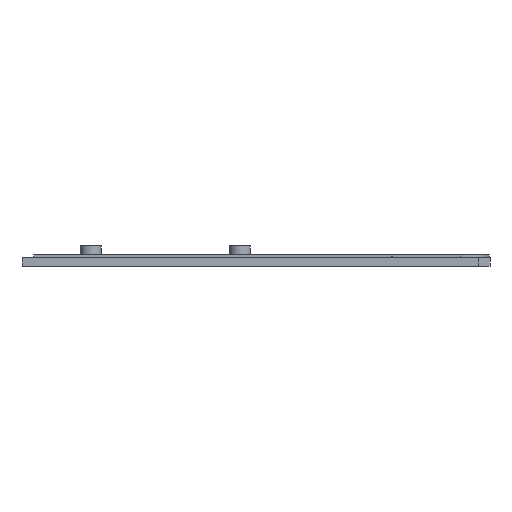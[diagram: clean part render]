
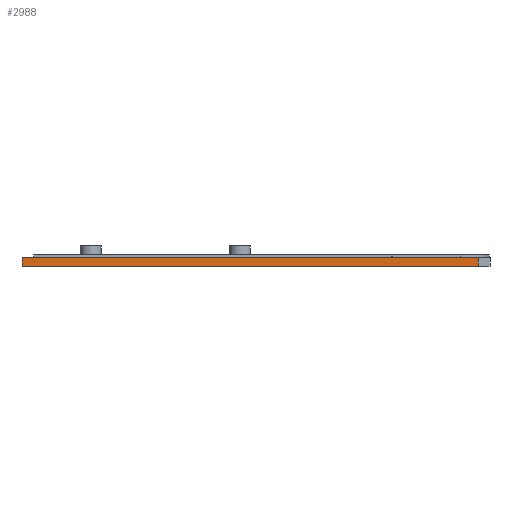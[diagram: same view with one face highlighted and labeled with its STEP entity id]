
A CAD part, left-side view. The second image highlights one B-rep face of the part: STEP entity #2988.
In plain terms, the highlighted planar face has unit normal (-1, 0, 0).
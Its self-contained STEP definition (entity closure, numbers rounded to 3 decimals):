
#201=PLANE('',#3198);
#345=FACE_OUTER_BOUND('',#571,.T.);
#571=EDGE_LOOP('',(#2762,#2763,#2764,#2765));
#741=LINE('',#4342,#1097);
#911=LINE('',#4716,#1267);
#927=LINE('',#4751,#1283);
#928=LINE('',#4752,#1284);
#1097=VECTOR('',#3510,10.);
#1267=VECTOR('',#3890,10.);
#1283=VECTOR('',#3912,10.);
#1284=VECTOR('',#3913,10.);
#1497=VERTEX_POINT('',#4327);
#1504=VERTEX_POINT('',#4340);
#1602=VERTEX_POINT('',#4713);
#1603=VERTEX_POINT('',#4715);
#1803=EDGE_CURVE('',#1504,#1497,#741,.T.);
#1989=EDGE_CURVE('',#1602,#1603,#911,.T.);
#2007=EDGE_CURVE('',#1602,#1497,#927,.T.);
#2008=EDGE_CURVE('',#1603,#1504,#928,.T.);
#2762=ORIENTED_EDGE('',*,*,#1989,.F.);
#2763=ORIENTED_EDGE('',*,*,#2007,.T.);
#2764=ORIENTED_EDGE('',*,*,#1803,.F.);
#2765=ORIENTED_EDGE('',*,*,#2008,.F.);
#2988=ADVANCED_FACE('',(#345),#201,.T.);
#3198=AXIS2_PLACEMENT_3D('',#4750,#3910,#3911);
#3510=DIRECTION('',(0.,1.,0.));
#3890=DIRECTION('',(0.,-1.,0.));
#3910=DIRECTION('center_axis',(-1.,0.,
0.));
#3911=DIRECTION('ref_axis',(0.,1.,0.));
#3912=DIRECTION('',(0.,0.,-1.));
#3913=DIRECTION('',(0.,0.,-1.));
#4327=CARTESIAN_POINT('',(-86.3,329.05,-34.6));
#4340=CARTESIAN_POINT('',(-86.25,176.133,-34.6));
#4342=CARTESIAN_POINT('',(-86.287,289.836,-34.6));
#4713=CARTESIAN_POINT('',(-86.3,329.05,-31.8));
#4715=CARTESIAN_POINT('',(-86.25,176.133,-31.8));
#4716=CARTESIAN_POINT('',(-86.287,289.836,-31.8));
#4750=CARTESIAN_POINT('Origin',(-86.25,176.133,-31.8));
#4751=CARTESIAN_POINT('',(-86.3,329.05,-31.8));
#4752=CARTESIAN_POINT('',(-86.25,176.133,-31.8));
